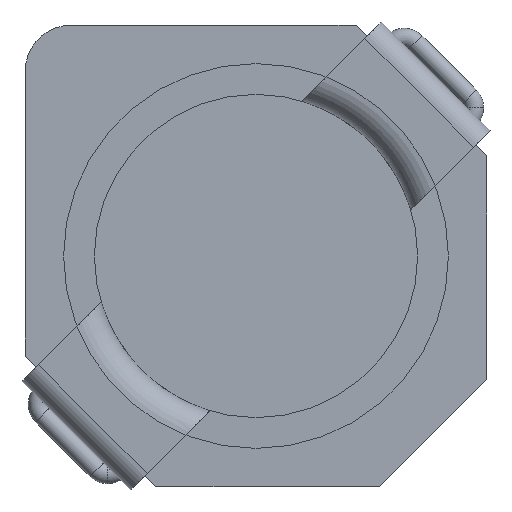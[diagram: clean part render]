
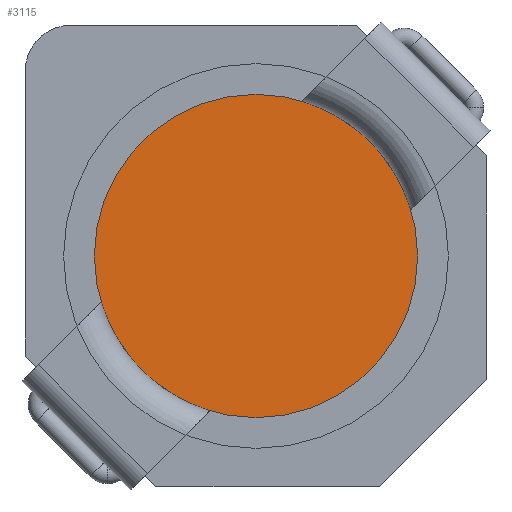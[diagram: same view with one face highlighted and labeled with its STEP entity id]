
A CAD part, front view. The second image highlights one B-rep face of the part: STEP entity #3115.
In plain terms, the highlighted planar face has unit normal (0, -1, 0).
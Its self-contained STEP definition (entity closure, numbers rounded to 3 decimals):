
#105 = DIRECTION ( 'NONE',  ( 0., -1., 0. ) ) ;
#161 = CARTESIAN_POINT ( 'NONE',  ( 0., 0.3, 1.05 ) ) ;
#336 = EDGE_LOOP ( 'NONE', ( #1636, #1378 ) ) ;
#460 = AXIS2_PLACEMENT_3D ( 'NONE', #2139, #1583, #2421 ) ;
#1062 = AXIS2_PLACEMENT_3D ( 'NONE', #2896, #1159, #1442 ) ;
#1133 = CARTESIAN_POINT ( 'NONE',  ( 0., 0.3, 0. ) ) ;
#1159 = DIRECTION ( 'NONE',  ( 0., -1., 0. ) ) ;
#1378 = ORIENTED_EDGE ( 'NONE', *, *, #3547, .T. ) ;
#1442 = DIRECTION ( 'NONE',  ( 0., 0., -1. ) ) ;
#1583 = DIRECTION ( 'NONE',  ( 0., -1., 0. ) ) ;
#1636 = ORIENTED_EDGE ( 'NONE', *, *, #2043, .T. ) ;
#1942 = AXIS2_PLACEMENT_3D ( 'NONE', #1133, #105, #3042 ) ;
#2043 = EDGE_CURVE ( 'NONE', #3608, #3531, #3013, .T. ) ;
#2139 = CARTESIAN_POINT ( 'NONE',  ( 0., 0.3, 0. ) ) ;
#2421 = DIRECTION ( 'NONE',  ( 0., 0., -1. ) ) ;
#2579 = PLANE ( 'NONE',  #1942 ) ;
#2896 = CARTESIAN_POINT ( 'NONE',  ( 0., 0.3, 0. ) ) ;
#3013 = CIRCLE ( 'NONE', #1062, 1.05 ) ;
#3042 = DIRECTION ( 'NONE',  ( 0., 0., -1. ) ) ;
#3115 = ADVANCED_FACE ( 'NONE', ( #3286 ), #2579, .T. ) ;
#3237 = CIRCLE ( 'NONE', #460, 1.05 ) ;
#3286 = FACE_OUTER_BOUND ( 'NONE', #336, .T. ) ;
#3338 = CARTESIAN_POINT ( 'NONE',  ( 0., 0.3, -1.05 ) ) ;
#3531 = VERTEX_POINT ( 'NONE', #161 ) ;
#3547 = EDGE_CURVE ( 'NONE', #3531, #3608, #3237, .T. ) ;
#3608 = VERTEX_POINT ( 'NONE', #3338 ) ;
